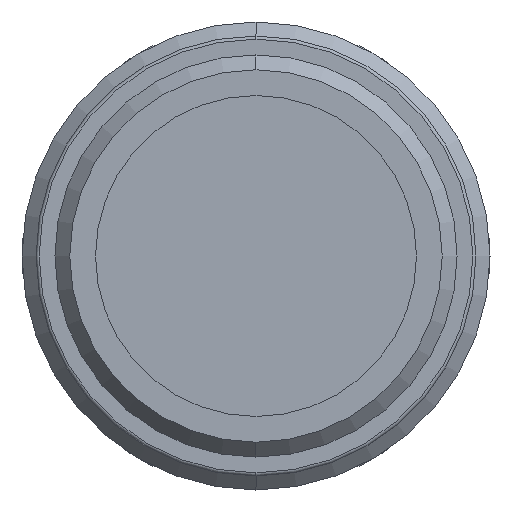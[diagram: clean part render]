
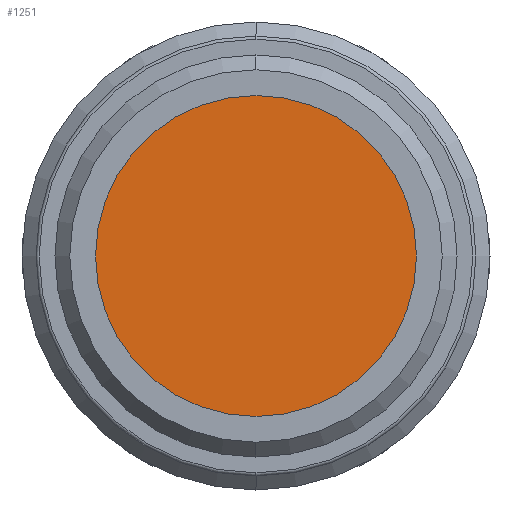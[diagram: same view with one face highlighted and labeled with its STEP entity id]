
A CAD part, front view. The second image highlights one B-rep face of the part: STEP entity #1251.
In plain terms, the highlighted planar face has unit normal (0, -1, 0).
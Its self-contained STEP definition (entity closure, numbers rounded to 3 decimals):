
#40 = CARTESIAN_POINT ( 'NONE',  ( 0., 1., 0. ) ) ;
#329 = FACE_OUTER_BOUND ( 'NONE', #2690, .T. ) ;
#331 = DIRECTION ( 'NONE',  ( 0., 0., -1. ) ) ;
#539 = CARTESIAN_POINT ( 'NONE',  ( 0., 1., 0. ) ) ;
#841 = DIRECTION ( 'NONE',  ( 0., 0., -1. ) ) ;
#954 = VERTEX_POINT ( 'NONE', #2373 ) ;
#1251 = ADVANCED_FACE ( 'NONE', ( #329 ), #3458, .T. ) ;
#1465 = CIRCLE ( 'NONE', #2020, 10.29 ) ;
#1485 = AXIS2_PLACEMENT_3D ( 'NONE', #40, #2149, #331 ) ;
#1720 = ORIENTED_EDGE ( 'NONE', *, *, #3198, .T. ) ;
#1968 = CARTESIAN_POINT ( 'NONE',  ( 0., 1., 0. ) ) ;
#1975 = DIRECTION ( 'NONE',  ( 0., 0., -1. ) ) ;
#2020 = AXIS2_PLACEMENT_3D ( 'NONE', #539, #2636, #841 ) ;
#2149 = DIRECTION ( 'NONE',  ( 0., -1., 0. ) ) ;
#2373 = CARTESIAN_POINT ( 'NONE',  ( 0., 1., -10.29 ) ) ;
#2409 = CIRCLE ( 'NONE', #1485, 10.29 ) ;
#2434 = CARTESIAN_POINT ( 'NONE',  ( 0., 1., 10.29 ) ) ;
#2506 = VERTEX_POINT ( 'NONE', #2434 ) ;
#2636 = DIRECTION ( 'NONE',  ( 0., -1., 0. ) ) ;
#2690 = EDGE_LOOP ( 'NONE', ( #1720, #3069 ) ) ;
#2874 = EDGE_CURVE ( 'NONE', #2506, #954, #2409, .T. ) ;
#3069 = ORIENTED_EDGE ( 'NONE', *, *, #2874, .T. ) ;
#3198 = EDGE_CURVE ( 'NONE', #954, #2506, #1465, .T. ) ;
#3441 = AXIS2_PLACEMENT_3D ( 'NONE', #1968, #3760, #1975 ) ;
#3458 = PLANE ( 'NONE',  #3441 ) ;
#3760 = DIRECTION ( 'NONE',  ( 0., -1., 0. ) ) ;
